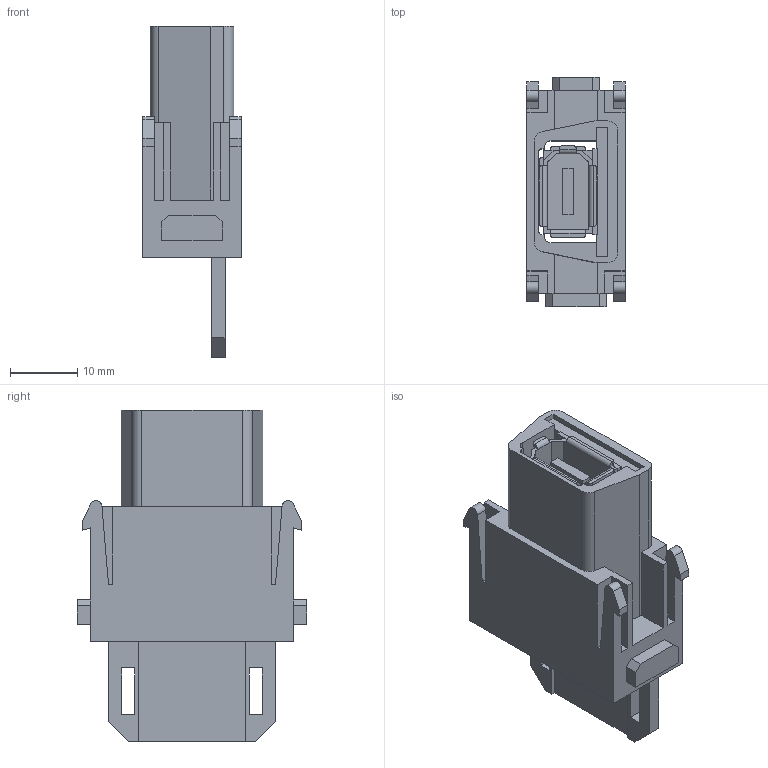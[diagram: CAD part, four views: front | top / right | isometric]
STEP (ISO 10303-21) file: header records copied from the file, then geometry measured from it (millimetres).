
FILE_DESCRIPTION(/* description */ (''),/* implementation_level */ '2;1');
FILE_NAME(/* name */ '100095267ugm000_c.stp',/* time_stamp */ '2019-05-03T08:36:11+02:00',/* author */ (''),/* organization */ (''),/* preprocessor_version */ 'ST-DEVELOPER v16.7',/* originating_system */ 'SIEMENS PLM Software NX 12.0',/* authorisation */ '');
FILE_SCHEMA (('AUTOMOTIVE_DESIGN { 1 0 10303 214 3 1 1 1 }'));
Length unit declared in the file: millimetre
Products named in the file (1): 100095267ugm000_c
Bounding box: 14.65 x 34.2 x 49.4 mm (x, y, z)
Volume: 9409.2 mm3; surface area: 8598.6 mm2
Topology: 1 solids, 1 shells, 351 faces, 1059 edges, 814 vertices
Faces by surface type: plane 296, cylinder 47, cone 4, extrusion 2, sphere 2
Full cylindrical faces by diameter (mm): 0.44 x1, 0.52 x1
Entity records: 13724 total; most frequent: CARTESIAN_POINT 2214, ORIENTED_EDGE 1918, DIRECTION 1842, EDGE_CURVE 959, VECTOR 922, LINE 920, VERTEX_POINT 637, AXIS2_PLACEMENT_3D 460
